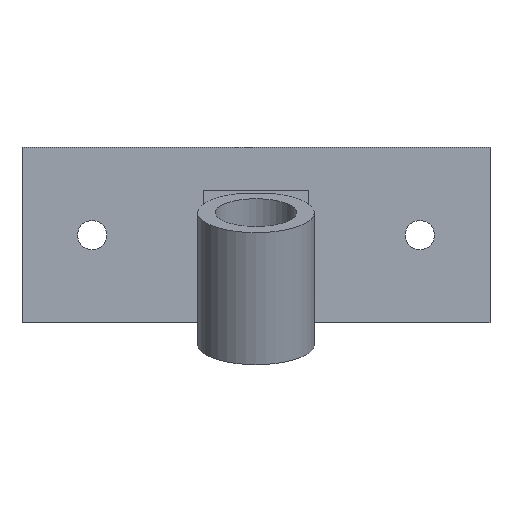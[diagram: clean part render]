
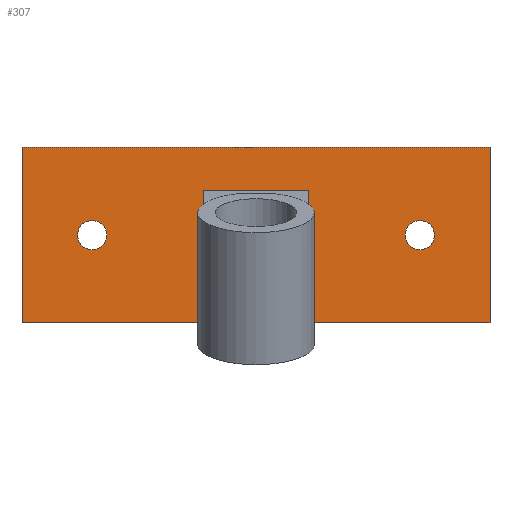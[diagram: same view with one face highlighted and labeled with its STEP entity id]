
A CAD part, top view. The second image highlights one B-rep face of the part: STEP entity #307.
In plain terms, the highlighted planar face has unit normal (0, 0, 1).
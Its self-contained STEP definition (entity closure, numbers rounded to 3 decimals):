
#19=FACE_BOUND('',#59,.T.);
#20=FACE_BOUND('',#60,.T.);
#25=CIRCLE('',#342,1.25);
#26=CIRCLE('',#343,1.25);
#41=FACE_OUTER_BOUND('',#58,.T.);
#58=EDGE_LOOP('',(#226,#227,#228,#229,#230,#231,#232,#233));
#59=EDGE_LOOP('',(#234));
#60=EDGE_LOOP('',(#235));
#78=LINE('',#462,#108);
#85=LINE('',#480,#115);
#87=LINE('',#483,#117);
#88=LINE('',#489,#118);
#89=LINE('',#491,#119);
#90=LINE('',#493,#120);
#91=LINE('',#495,#121);
#92=LINE('',#496,#122);
#108=VECTOR('',#369,10.);
#115=VECTOR('',#384,10.);
#117=VECTOR('',#388,10.);
#118=VECTOR('',#395,10.);
#119=VECTOR('',#396,10.);
#120=VECTOR('',#397,10.);
#121=VECTOR('',#398,10.);
#122=VECTOR('',#399,10.);
#138=VERTEX_POINT('',#459);
#139=VERTEX_POINT('',#461);
#145=VERTEX_POINT('',#477);
#146=VERTEX_POINT('',#479);
#148=VERTEX_POINT('',#488);
#149=VERTEX_POINT('',#490);
#150=VERTEX_POINT('',#492);
#151=VERTEX_POINT('',#494);
#152=VERTEX_POINT('',#497);
#153=VERTEX_POINT('',#499);
#166=EDGE_CURVE('',#139,#138,#78,.T.);
#175=EDGE_CURVE('',#146,#145,#85,.T.);
#177=EDGE_CURVE('',#138,#146,#87,.T.);
#179=EDGE_CURVE('',#145,#148,#88,.T.);
#180=EDGE_CURVE('',#148,#149,#89,.T.);
#181=EDGE_CURVE('',#149,#150,#90,.T.);
#182=EDGE_CURVE('',#150,#151,#91,.T.);
#183=EDGE_CURVE('',#151,#139,#92,.T.);
#184=EDGE_CURVE('',#152,#152,#25,.T.);
#185=EDGE_CURVE('',#153,#153,#26,.T.);
#226=ORIENTED_EDGE('',*,*,#166,.T.);
#227=ORIENTED_EDGE('',*,*,#177,.T.);
#228=ORIENTED_EDGE('',*,*,#175,.T.);
#229=ORIENTED_EDGE('',*,*,#179,.T.);
#230=ORIENTED_EDGE('',*,*,#180,.T.);
#231=ORIENTED_EDGE('',*,*,#181,.T.);
#232=ORIENTED_EDGE('',*,*,#182,.T.);
#233=ORIENTED_EDGE('',*,*,#183,.T.);
#234=ORIENTED_EDGE('',*,*,#184,.T.);
#235=ORIENTED_EDGE('',*,*,#185,.T.);
#294=PLANE('',#341);
#307=ADVANCED_FACE('',(#41,#19,#20),#294,.T.);
#341=AXIS2_PLACEMENT_3D('',#487,#393,#394);
#342=AXIS2_PLACEMENT_3D('',#498,#400,#401);
#343=AXIS2_PLACEMENT_3D('',#500,#402,#403);
#369=DIRECTION('',(0.,1.,0.));
#384=DIRECTION('',(0.,-1.,0.));
#388=DIRECTION('',(1.,0.,0.));
#393=DIRECTION('center_axis',(0.,0.,1.));
#394=DIRECTION('ref_axis',(1.,0.,0.));
#395=DIRECTION('',(1.,0.,0.));
#396=DIRECTION('',(0.,1.,0.));
#397=DIRECTION('',(-1.,0.,0.));
#398=DIRECTION('',(0.,-1.,0.));
#399=DIRECTION('',(1.,0.,0.));
#400=DIRECTION('center_axis',(0.,0.,-1.));
#401=DIRECTION('ref_axis',(1.,0.,0.));
#402=DIRECTION('center_axis',(0.,0.,-1.));
#403=DIRECTION('ref_axis',(1.,0.,0.));
#459=CARTESIAN_POINT('',(15.521,11.277,1.5));
#461=CARTESIAN_POINT('',(15.521,0.,1.5));
#462=CARTESIAN_POINT('',(15.521,9.388,1.5));
#477=CARTESIAN_POINT('',(24.503,0.,1.5));
#479=CARTESIAN_POINT('',(24.503,11.277,1.5));
#480=CARTESIAN_POINT('',(24.503,3.75,1.5));
#483=CARTESIAN_POINT('',(22.252,11.277,1.5));
#487=CARTESIAN_POINT('Origin',(20.,7.5,1.5));
#488=CARTESIAN_POINT('',(40.,0.,1.5));
#489=CARTESIAN_POINT('',(0.,0.,1.5));
#490=CARTESIAN_POINT('',(40.,15.,1.5));
#491=CARTESIAN_POINT('',(40.,0.,1.5));
#492=CARTESIAN_POINT('',(0.,15.,1.5));
#493=CARTESIAN_POINT('',(40.,15.,1.5));
#494=CARTESIAN_POINT('',(0.,0.,1.5));
#495=CARTESIAN_POINT('',(0.,15.,1.5));
#496=CARTESIAN_POINT('',(0.,0.,1.5));
#497=CARTESIAN_POINT('',(32.75,7.5,1.5));
#498=CARTESIAN_POINT('Origin',(34.,7.5,1.5));
#499=CARTESIAN_POINT('',(4.75,7.5,1.5));
#500=CARTESIAN_POINT('Origin',(6.,7.5,1.5));
